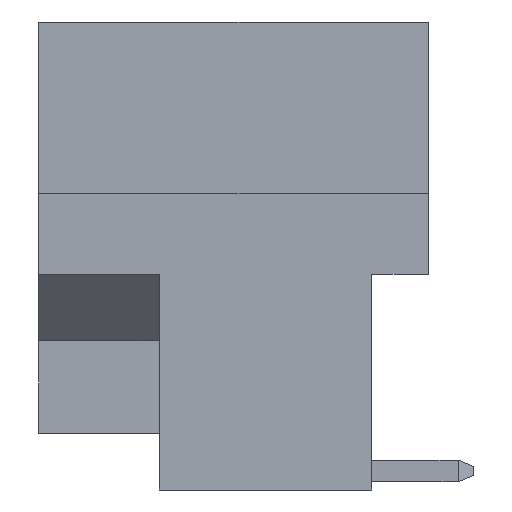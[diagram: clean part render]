
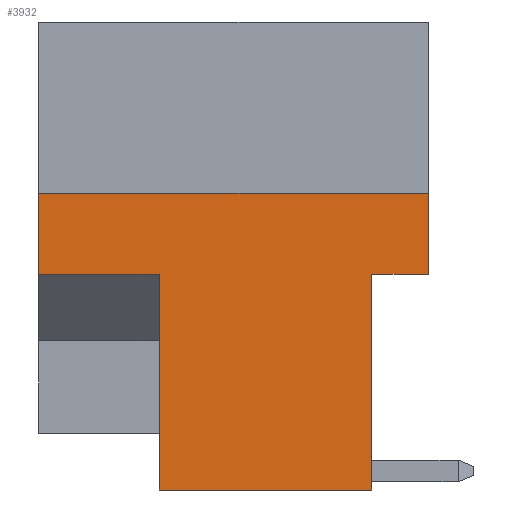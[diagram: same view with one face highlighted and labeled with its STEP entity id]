
A CAD part, left-side view. The second image highlights one B-rep face of the part: STEP entity #3932.
In plain terms, the highlighted planar face has unit normal (-1, 0, 0).
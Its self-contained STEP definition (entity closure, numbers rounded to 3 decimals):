
#62 = LINE ( 'NONE', #7525, #7351 ) ;
#409 = CARTESIAN_POINT ( 'NONE',  ( 0., 0., -7.112 ) ) ;
#489 = ORIENTED_EDGE ( 'NONE', *, *, #7224, .T. ) ;
#620 = EDGE_CURVE ( 'NONE', #1117, #3295, #7962, .T. ) ;
#859 = CARTESIAN_POINT ( 'NONE',  ( 0., 10.998, 0. ) ) ;
#911 = LINE ( 'NONE', #5699, #5966 ) ;
#992 = PLANE ( 'NONE',  #6817 ) ;
#1070 = LINE ( 'NONE', #409, #7385 ) ;
#1117 = VERTEX_POINT ( 'NONE', #5663 ) ;
#1191 = LINE ( 'NONE', #1803, #1465 ) ;
#1354 = CARTESIAN_POINT ( 'NONE',  ( 0., 0., -4.826 ) ) ;
#1369 = VECTOR ( 'NONE', #8634, 1000. ) ;
#1465 = VECTOR ( 'NONE', #3215, 1000. ) ;
#1803 = CARTESIAN_POINT ( 'NONE',  ( 0., 10.998, 0. ) ) ;
#1941 = CARTESIAN_POINT ( 'NONE',  ( 0., 7.597, -7.112 ) ) ;
#2136 = VERTEX_POINT ( 'NONE', #8100 ) ;
#2386 = DIRECTION ( 'NONE',  ( 0., 0., -1. ) ) ;
#2400 = VECTOR ( 'NONE', #8577, 1000. ) ;
#2580 = CARTESIAN_POINT ( 'NONE',  ( 0., 10.998, -7.112 ) ) ;
#2650 = DIRECTION ( 'NONE',  ( 0., 0., 1. ) ) ;
#2764 = EDGE_CURVE ( 'NONE', #3697, #7900, #1070, .T. ) ;
#3046 = ORIENTED_EDGE ( 'NONE', *, *, #7647, .T. ) ;
#3215 = DIRECTION ( 'NONE',  ( 0., 0., 1. ) ) ;
#3295 = VERTEX_POINT ( 'NONE', #2580 ) ;
#3464 = LINE ( 'NONE', #5355, #7404 ) ;
#3628 = EDGE_CURVE ( 'NONE', #2136, #6115, #911, .T. ) ;
#3640 = ORIENTED_EDGE ( 'NONE', *, *, #2764, .F. ) ;
#3697 = VERTEX_POINT ( 'NONE', #4469 ) ;
#3725 = VERTEX_POINT ( 'NONE', #5917 ) ;
#3745 = ORIENTED_EDGE ( 'NONE', *, *, #5561, .F. ) ;
#3932 = ADVANCED_FACE ( 'NONE', ( #5730 ), #992, .F. ) ;
#4344 = LINE ( 'NONE', #5043, #6647 ) ;
#4469 = CARTESIAN_POINT ( 'NONE',  ( 0., 0., -7.112 ) ) ;
#4503 = ORIENTED_EDGE ( 'NONE', *, *, #3628, .F. ) ;
#4707 = EDGE_CURVE ( 'NONE', #7900, #3725, #4344, .T. ) ;
#4721 = LINE ( 'NONE', #6620, #1369 ) ;
#4868 = ORIENTED_EDGE ( 'NONE', *, *, #5278, .F. ) ;
#5041 = DIRECTION ( 'NONE',  ( 0., -1., 0. ) ) ;
#5043 = CARTESIAN_POINT ( 'NONE',  ( 0., 1.6, 46.912 ) ) ;
#5216 = ORIENTED_EDGE ( 'NONE', *, *, #4707, .F. ) ;
#5278 = EDGE_CURVE ( 'NONE', #5751, #1117, #62, .T. ) ;
#5355 = CARTESIAN_POINT ( 'NONE',  ( 0., 10.998, -13.2 ) ) ;
#5561 = EDGE_CURVE ( 'NONE', #3295, #2136, #1191, .T. ) ;
#5663 = CARTESIAN_POINT ( 'NONE',  ( 0., 7.597, -7.112 ) ) ;
#5699 = CARTESIAN_POINT ( 'NONE',  ( 0., 10.998, -4.826 ) ) ;
#5730 = FACE_OUTER_BOUND ( 'NONE', #8672, .T. ) ;
#5751 = VERTEX_POINT ( 'NONE', #7339 ) ;
#5917 = CARTESIAN_POINT ( 'NONE',  ( 0., 1.6, -13.2 ) ) ;
#5966 = VECTOR ( 'NONE', #5041, 1000. ) ;
#6115 = VERTEX_POINT ( 'NONE', #1354 ) ;
#6445 = DIRECTION ( 'NONE',  ( 0., 0., -1. ) ) ;
#6600 = CARTESIAN_POINT ( 'NONE',  ( 0., 1.6, -7.112 ) ) ;
#6620 = CARTESIAN_POINT ( 'NONE',  ( 0., 0., 0. ) ) ;
#6647 = VECTOR ( 'NONE', #6445, 1000. ) ;
#6817 = AXIS2_PLACEMENT_3D ( 'NONE', #859, #6879, #2386 ) ;
#6879 = DIRECTION ( 'NONE',  ( 1., 0., 0. ) ) ;
#7224 = EDGE_CURVE ( 'NONE', #5751, #3725, #3464, .T. ) ;
#7339 = CARTESIAN_POINT ( 'NONE',  ( 0., 7.597, -13.2 ) ) ;
#7351 = VECTOR ( 'NONE', #2650, 1000. ) ;
#7385 = VECTOR ( 'NONE', #8489, 1000. ) ;
#7404 = VECTOR ( 'NONE', #7500, 1000. ) ;
#7500 = DIRECTION ( 'NONE',  ( 0., -1., 0. ) ) ;
#7525 = CARTESIAN_POINT ( 'NONE',  ( 0., 7.597, -13.2 ) ) ;
#7647 = EDGE_CURVE ( 'NONE', #3697, #6115, #4721, .T. ) ;
#7900 = VERTEX_POINT ( 'NONE', #6600 ) ;
#7962 = LINE ( 'NONE', #1941, #2400 ) ;
#8100 = CARTESIAN_POINT ( 'NONE',  ( 0., 10.998, -4.826 ) ) ;
#8310 = ORIENTED_EDGE ( 'NONE', *, *, #620, .F. ) ;
#8489 = DIRECTION ( 'NONE',  ( 0., 1., 0. ) ) ;
#8577 = DIRECTION ( 'NONE',  ( 0., 1., 0. ) ) ;
#8634 = DIRECTION ( 'NONE',  ( 0., 0., 1. ) ) ;
#8672 = EDGE_LOOP ( 'NONE', ( #5216, #3640, #3046, #4503, #3745, #8310, #4868, #489 ) ) ;
